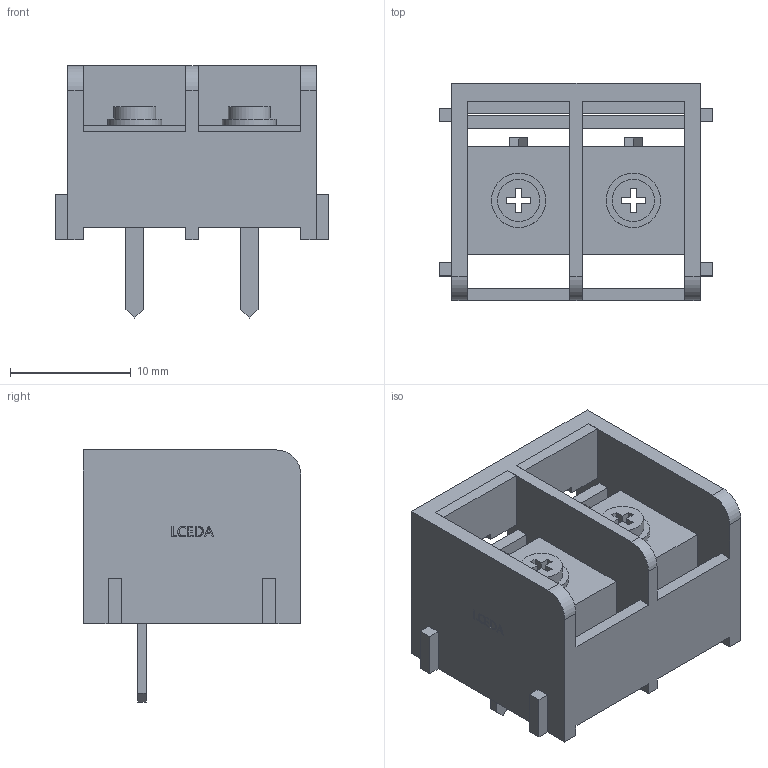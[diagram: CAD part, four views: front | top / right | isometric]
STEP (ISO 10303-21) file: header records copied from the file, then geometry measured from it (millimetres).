
FILE_DESCRIPTION (( 'STEP AP214' ), '1' );
FILE_NAME ('HB9500-9.5-2P.STEP', '2024-03-01T05:07:01', ( '' ), ( '' ), 'SwSTEP 2.0', 'SolidWorks 2022', '' );
FILE_SCHEMA (( 'AUTOMOTIVE_DESIGN' ));
Length unit declared in the file: millimetre
Products named in the file (1): HB9500-9.5-2P
Bounding box: 22.6 x 18 x 20.9 mm (x, y, z)
Surface area: 2845.2 mm2 (no closed solid volume)
Topology: 0 solids, 20 shells, 168 faces, 753 edges, 587 vertices
Faces by surface type: plane 145, bspline 12, cylinder 11
Entity records: 10098 total; most frequent: CARTESIAN_POINT 2567, ORIENTED_EDGE 1085, DIRECTION 960, EDGE_CURVE 753, VECTOR 602, LINE 602, VERTEX_POINT 587, EDGE_LOOP 191
